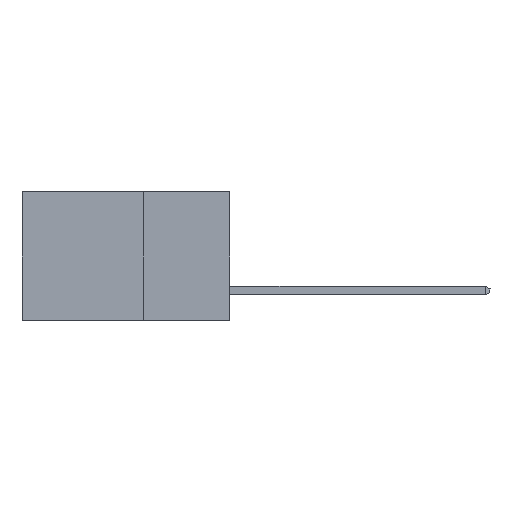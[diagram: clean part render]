
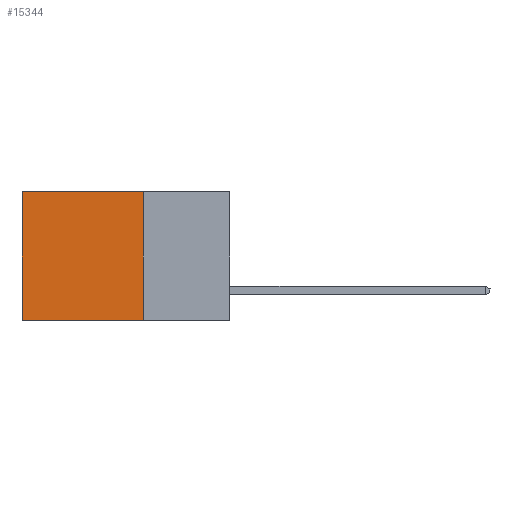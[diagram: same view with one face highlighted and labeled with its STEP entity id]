
A CAD part, left-side view. The second image highlights one B-rep face of the part: STEP entity #15344.
In plain terms, the highlighted planar face has unit normal (-1, 0, 0).
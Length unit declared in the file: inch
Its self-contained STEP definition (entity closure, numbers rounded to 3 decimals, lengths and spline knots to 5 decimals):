
#611 = LINE ( 'NONE', #6250, #7193 ) ;
#1552 = EDGE_CURVE ( 'NONE', #10303, #7214, #611, .T. ) ;
#1666 = DIRECTION ( 'NONE',  ( 1., 0., 0. ) ) ;
#2024 = LINE ( 'NONE', #14608, #16537 ) ;
#2062 = CARTESIAN_POINT ( 'NONE',  ( 0.2615, 0.25, 0. ) ) ;
#2101 = DIRECTION ( 'NONE',  ( 0., 1., 0. ) ) ;
#2426 = VERTEX_POINT ( 'NONE', #10822 ) ;
#2519 = CARTESIAN_POINT ( 'NONE',  ( 0.2615, 0.25, -0.37 ) ) ;
#3656 = EDGE_CURVE ( 'NONE', #10303, #2426, #5368, .T. ) ;
#3790 = EDGE_CURVE ( 'NONE', #2426, #4238, #15444, .T. ) ;
#4238 = VERTEX_POINT ( 'NONE', #8564 ) ;
#4369 = CARTESIAN_POINT ( 'NONE',  ( 0.2615, 0.6, 0. ) ) ;
#4417 = EDGE_CURVE ( 'NONE', #7214, #4238, #2024, .T. ) ;
#5368 = LINE ( 'NONE', #2519, #6230 ) ;
#6230 = VECTOR ( 'NONE', #9618, 39.37008 ) ;
#6250 = CARTESIAN_POINT ( 'NONE',  ( 0.2615, 0.25, 0. ) ) ;
#7111 = FACE_OUTER_BOUND ( 'NONE', #11178, .T. ) ;
#7193 = VECTOR ( 'NONE', #2101, 39.37008 ) ;
#7214 = VERTEX_POINT ( 'NONE', #4369 ) ;
#8047 = ORIENTED_EDGE ( 'NONE', *, *, #3790, .F. ) ;
#8313 = PLANE ( 'NONE',  #16954 ) ;
#8486 = ORIENTED_EDGE ( 'NONE', *, *, #1552, .T. ) ;
#8496 = DIRECTION ( 'NONE',  ( 0., 1., 0. ) ) ;
#8564 = CARTESIAN_POINT ( 'NONE',  ( 0.2615, 0.6, -0.37 ) ) ;
#9618 = DIRECTION ( 'NONE',  ( 0., 0., -1. ) ) ;
#10079 = CARTESIAN_POINT ( 'NONE',  ( 0.2615, 0.25, -0.37 ) ) ;
#10083 = DIRECTION ( 'NONE',  ( 0., 0., -1. ) ) ;
#10303 = VERTEX_POINT ( 'NONE', #2062 ) ;
#10822 = CARTESIAN_POINT ( 'NONE',  ( 0.2615, 0.25, -0.37 ) ) ;
#11178 = EDGE_LOOP ( 'NONE', ( #11521, #8047, #11854, #8486 ) ) ;
#11521 = ORIENTED_EDGE ( 'NONE', *, *, #4417, .T. ) ;
#11854 = ORIENTED_EDGE ( 'NONE', *, *, #3656, .F. ) ;
#11861 = VECTOR ( 'NONE', #8496, 39.37008 ) ;
#14523 = DIRECTION ( 'NONE',  ( 0., 0., -1. ) ) ;
#14608 = CARTESIAN_POINT ( 'NONE',  ( 0.2615, 0.6, -0.37 ) ) ;
#15344 = ADVANCED_FACE ( 'NONE', ( #7111 ), #8313, .F. ) ;
#15444 = LINE ( 'NONE', #10079, #11861 ) ;
#16537 = VECTOR ( 'NONE', #14523, 39.37008 ) ;
#16954 = AXIS2_PLACEMENT_3D ( 'NONE', #18220, #1666, #10083 ) ;
#18220 = CARTESIAN_POINT ( 'NONE',  ( 0.2615, 0.25, -0.37 ) ) ;
